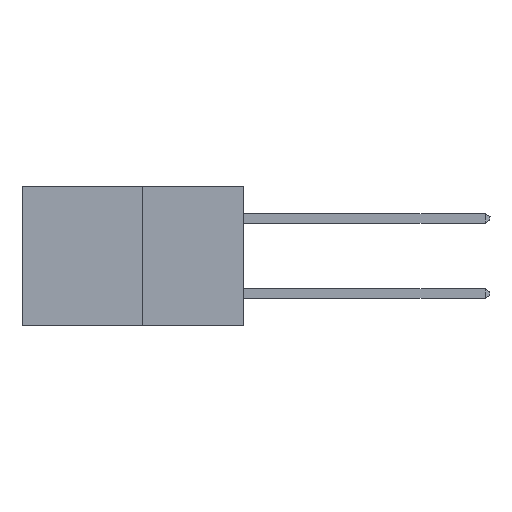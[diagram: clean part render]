
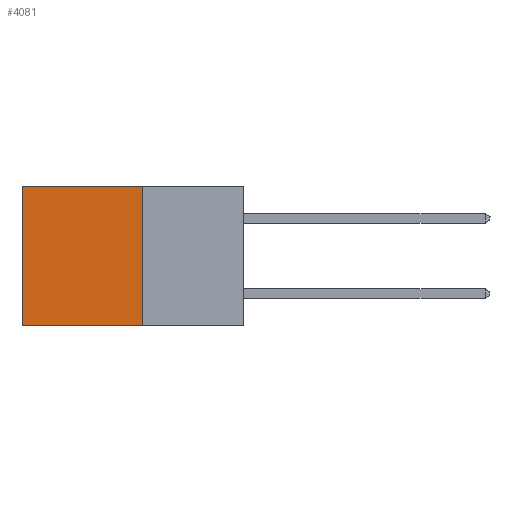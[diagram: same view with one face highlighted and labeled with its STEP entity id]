
A CAD part, left-side view. The second image highlights one B-rep face of the part: STEP entity #4081.
In plain terms, the highlighted planar face has unit normal (-1, 0, 0).
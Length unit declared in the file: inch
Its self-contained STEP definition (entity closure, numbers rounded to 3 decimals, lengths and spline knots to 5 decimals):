
#1027 = CARTESIAN_POINT ( 'NONE',  ( 0.277, 0.59, -0.37 ) ) ;
#2092 = ORIENTED_EDGE ( 'NONE', *, *, #20716, .T. ) ;
#2549 = LINE ( 'NONE', #17211, #14801 ) ;
#2749 = CARTESIAN_POINT ( 'NONE',  ( 0.277, 0.59, -0.37 ) ) ;
#2873 = CARTESIAN_POINT ( 'NONE',  ( 0.277, 0.27, 0. ) ) ;
#2893 = LINE ( 'NONE', #9658, #7085 ) ;
#3212 = CARTESIAN_POINT ( 'NONE',  ( 0.277, 0.27, -0.37 ) ) ;
#3588 = AXIS2_PLACEMENT_3D ( 'NONE', #3212, #4031, #6792 ) ;
#4031 = DIRECTION ( 'NONE',  ( 1., 0., 0. ) ) ;
#4081 = ADVANCED_FACE ( 'NONE', ( #8474 ), #6813, .F. ) ;
#4291 = DIRECTION ( 'NONE',  ( 0., 0., -1. ) ) ;
#4403 = VERTEX_POINT ( 'NONE', #18092 ) ;
#4636 = CARTESIAN_POINT ( 'NONE',  ( 0.277, 0.27, -0.37 ) ) ;
#4777 = DIRECTION ( 'NONE',  ( 0., 0., -1. ) ) ;
#4919 = VERTEX_POINT ( 'NONE', #2873 ) ;
#6792 = DIRECTION ( 'NONE',  ( 0., 0., -1. ) ) ;
#6813 = PLANE ( 'NONE',  #3588 ) ;
#6963 = EDGE_CURVE ( 'NONE', #4919, #16325, #10844, .T. ) ;
#7085 = VECTOR ( 'NONE', #19472, 39.37008 ) ;
#7240 = CARTESIAN_POINT ( 'NONE',  ( 0.277, 0.27, -0.37 ) ) ;
#8474 = FACE_OUTER_BOUND ( 'NONE', #15321, .T. ) ;
#9658 = CARTESIAN_POINT ( 'NONE',  ( 0.277, 0.27, 0. ) ) ;
#9731 = ORIENTED_EDGE ( 'NONE', *, *, #19758, .T. ) ;
#10053 = VECTOR ( 'NONE', #4291, 39.37008 ) ;
#10844 = LINE ( 'NONE', #4636, #14152 ) ;
#12642 = EDGE_CURVE ( 'NONE', #16325, #17981, #2549, .T. ) ;
#14152 = VECTOR ( 'NONE', #4777, 39.37008 ) ;
#14801 = VECTOR ( 'NONE', #16472, 39.37008 ) ;
#15321 = EDGE_LOOP ( 'NONE', ( #9731, #18180, #19990, #2092 ) ) ;
#16325 = VERTEX_POINT ( 'NONE', #7240 ) ;
#16472 = DIRECTION ( 'NONE',  ( 0., 1., 0. ) ) ;
#17211 = CARTESIAN_POINT ( 'NONE',  ( 0.277, 0.27, -0.37 ) ) ;
#17227 = LINE ( 'NONE', #2749, #10053 ) ;
#17981 = VERTEX_POINT ( 'NONE', #1027 ) ;
#18092 = CARTESIAN_POINT ( 'NONE',  ( 0.277, 0.59, 0. ) ) ;
#18180 = ORIENTED_EDGE ( 'NONE', *, *, #12642, .F. ) ;
#19472 = DIRECTION ( 'NONE',  ( 0., 1., 0. ) ) ;
#19758 = EDGE_CURVE ( 'NONE', #4403, #17981, #17227, .T. ) ;
#19990 = ORIENTED_EDGE ( 'NONE', *, *, #6963, .F. ) ;
#20716 = EDGE_CURVE ( 'NONE', #4919, #4403, #2893, .T. ) ;
